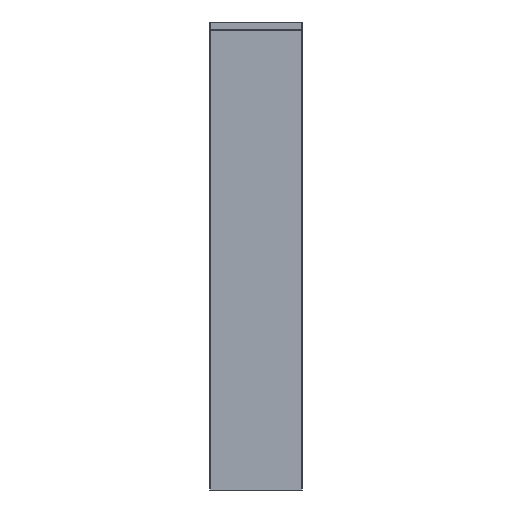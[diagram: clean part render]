
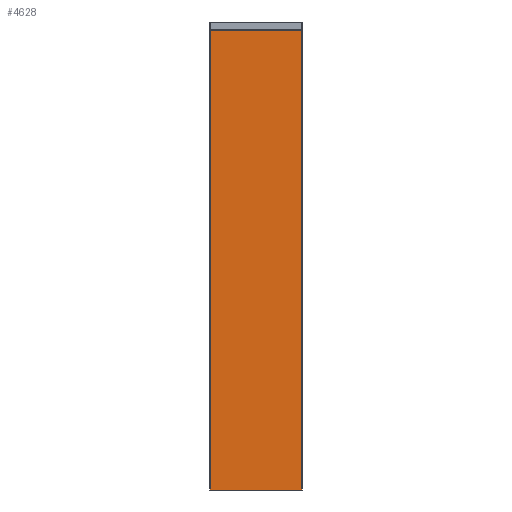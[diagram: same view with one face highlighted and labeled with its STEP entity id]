
A CAD part, front view. The second image highlights one B-rep face of the part: STEP entity #4628.
In plain terms, the highlighted planar face has unit normal (0, -1, 0).
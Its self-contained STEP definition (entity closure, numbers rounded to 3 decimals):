
#4 = CARTESIAN_POINT ( 'NONE',  ( -298., 0., 3050. ) ) ;
#185 = VECTOR ( 'NONE', #6059, 1000. ) ;
#364 = ORIENTED_EDGE ( 'NONE', *, *, #825, .T. ) ;
#573 = ORIENTED_EDGE ( 'NONE', *, *, #3347, .T. ) ;
#744 = VECTOR ( 'NONE', #6529, 1000. ) ;
#825 = EDGE_CURVE ( 'NONE', #4025, #3667, #1716, .T. ) ;
#1010 = DIRECTION ( 'NONE',  ( -1., 0., 0. ) ) ;
#1176 = VECTOR ( 'NONE', #1010, 1000. ) ;
#1368 = ORIENTED_EDGE ( 'NONE', *, *, #4062, .F. ) ;
#1572 = VERTEX_POINT ( 'NONE', #5748 ) ;
#1716 = LINE ( 'NONE', #6530, #1176 ) ;
#1843 = EDGE_LOOP ( 'NONE', ( #1368, #364, #2974, #573 ) ) ;
#2130 = LINE ( 'NONE', #4, #185 ) ;
#2937 = CARTESIAN_POINT ( 'NONE',  ( -298., 0., 2995.055 ) ) ;
#2974 = ORIENTED_EDGE ( 'NONE', *, *, #4993, .T. ) ;
#3029 = LINE ( 'NONE', #5710, #8755 ) ;
#3347 = EDGE_CURVE ( 'NONE', #8515, #1572, #3029, .T. ) ;
#3667 = VERTEX_POINT ( 'NONE', #2937 ) ;
#3724 = DIRECTION ( 'NONE',  ( 1., 0., 0. ) ) ;
#3783 = CARTESIAN_POINT ( 'NONE',  ( 298., 0., 2995.055 ) ) ;
#4025 = VERTEX_POINT ( 'NONE', #3783 ) ;
#4062 = EDGE_CURVE ( 'NONE', #4025, #1572, #8011, .T. ) ;
#4340 = CARTESIAN_POINT ( 'NONE',  ( -298., 0., 0. ) ) ;
#4628 = ADVANCED_FACE ( 'NONE', ( #7500 ), #6116, .F. ) ;
#4993 = EDGE_CURVE ( 'NONE', #3667, #8515, #2130, .T. ) ;
#5485 = DIRECTION ( 'NONE',  ( 0., 1., 0. ) ) ;
#5710 = CARTESIAN_POINT ( 'NONE',  ( 0., 0., 0. ) ) ;
#5748 = CARTESIAN_POINT ( 'NONE',  ( 298., 0., 0. ) ) ;
#5905 = CARTESIAN_POINT ( 'NONE',  ( 298., 0., 3050. ) ) ;
#6059 = DIRECTION ( 'NONE',  ( 0., 0., -1. ) ) ;
#6068 = CARTESIAN_POINT ( 'NONE',  ( 0., 0., 3050. ) ) ;
#6116 = PLANE ( 'NONE',  #6524 ) ;
#6524 = AXIS2_PLACEMENT_3D ( 'NONE', #6068, #5485, #6733 ) ;
#6529 = DIRECTION ( 'NONE',  ( 0., 0., -1. ) ) ;
#6530 = CARTESIAN_POINT ( 'NONE',  ( 299., 0., 2995.055 ) ) ;
#6733 = DIRECTION ( 'NONE',  ( -1., 0., 0. ) ) ;
#7500 = FACE_OUTER_BOUND ( 'NONE', #1843, .T. ) ;
#8011 = LINE ( 'NONE', #5905, #744 ) ;
#8515 = VERTEX_POINT ( 'NONE', #4340 ) ;
#8755 = VECTOR ( 'NONE', #3724, 1000. ) ;
